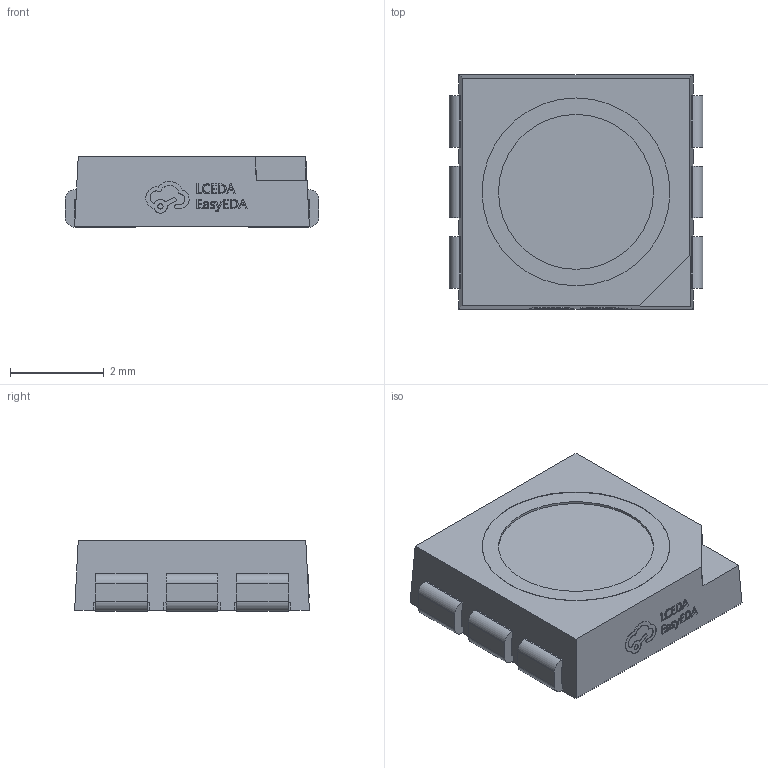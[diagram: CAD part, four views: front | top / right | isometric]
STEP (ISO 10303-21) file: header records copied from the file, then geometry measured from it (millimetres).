
FILE_DESCRIPTION (( 'STEP AP214' ), '1' );
FILE_NAME ('LED-ARRAY-SMD_6P-L5.0-W5.0-TL-RD-2.step', '2022-07-08T11:24:39', ( '' ), ( '' ), 'SwSTEP 2.0', 'SolidWorks 2020', '' );
FILE_SCHEMA (( 'AUTOMOTIVE_DESIGN' ));
Length unit declared in the file: millimetre
Products named in the file (1): LED-ARRAY-SMD_6P-L5.0-W5.0-TL-RD-2
Bounding box: 5.4 x 5 x 1.5 mm (x, y, z)
Volume: 35.8 mm3; surface area: 95.3 mm2
Topology: 1 solids, 1 shells, 395 faces, 1111 edges, 740 vertices
Faces by surface type: plane 255, bspline 112, cylinder 28
Entity records: 18240 total; most frequent: CARTESIAN_POINT 4351, ORIENTED_EDGE 2222, DIRECTION 1507, EDGE_CURVE 1111, VECTOR 827, LINE 827, VERTEX_POINT 740, EDGE_LOOP 429
